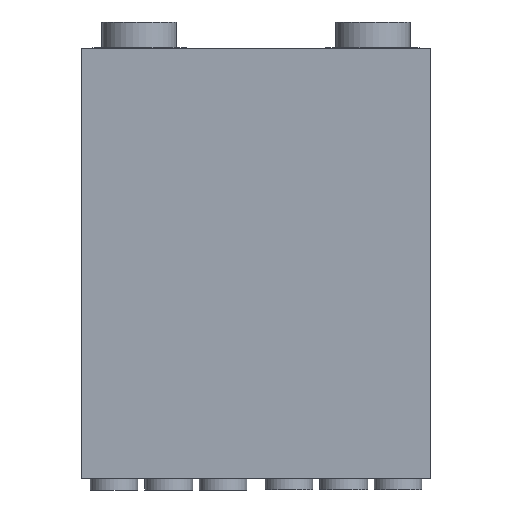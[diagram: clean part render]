
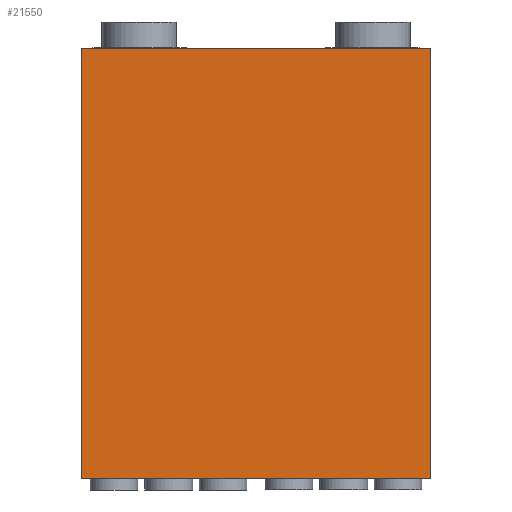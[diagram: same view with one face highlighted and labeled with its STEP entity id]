
A CAD part, front view. The second image highlights one B-rep face of the part: STEP entity #21550.
In plain terms, the highlighted planar face has unit normal (0, -1, 0).
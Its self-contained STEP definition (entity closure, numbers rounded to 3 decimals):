
#10370=CARTESIAN_POINT('',(-298.,0.,-1.5
));
#10380=VERTEX_POINT('',#10370);
#10410=CARTESIAN_POINT('',(0.,0.,
-1.5));
#10420=DIRECTION('',(1.,0.,0.));
#10430=VECTOR('',#10420,1.);
#10440=LINE('',#10410,#10430);
#10450=CARTESIAN_POINT('',(298.,0.,-1.5));
#10460=VERTEX_POINT('',#10450);
#10470=EDGE_CURVE('',#10380,#10460,#10440,.T.);
#11760=CARTESIAN_POINT('',(298.,0.,-1.5));
#11770=DIRECTION('',(0.,0.,1.));
#11780=VECTOR('',#11770,1.);
#11790=LINE('',#11760,#11780);
#11800=CARTESIAN_POINT('',(298.,0.,731.5));
#11810=VERTEX_POINT('',#11800);
#11820=EDGE_CURVE('',#10460,#11810,#11790,.T.);
#18510=CARTESIAN_POINT('',(298.,0.,731.5));
#18520=DIRECTION('',(-1.,0.,0.));
#18530=VECTOR('',#18520,1.);
#18540=LINE('',#18510,#18530);
#18550=CARTESIAN_POINT('',(-298.,0.,731.5));
#18560=VERTEX_POINT('',#18550);
#18570=EDGE_CURVE('',#11810,#18560,#18540,.T.);
#21390=CARTESIAN_POINT('',(-0.,-0.,730.));
#21400=DIRECTION('',(0.,1.,-0.));
#21410=DIRECTION('',(-1.,0.,0.));
#21420=AXIS2_PLACEMENT_3D('',#21390,#21400,#21410);
#21430=PLANE('',#21420);
#21440=CARTESIAN_POINT('',(-298.,0.,731.5));
#21450=DIRECTION('',(0.,0.,-1.));
#21460=VECTOR('',#21450,1.);
#21470=LINE('',#21440,#21460);
#21480=EDGE_CURVE('',#18560,#10380,#21470,.T.);
#21490=ORIENTED_EDGE('',*,*,#21480,.T.);
#21500=ORIENTED_EDGE('',*,*,#18570,.T.);
#21510=ORIENTED_EDGE('',*,*,#11820,.T.);
#21520=ORIENTED_EDGE('',*,*,#10470,.T.);
#21530=EDGE_LOOP('',(#21520,#21510,#21500,#21490));
#21540=FACE_OUTER_BOUND('',#21530,.T.);
#21550=ADVANCED_FACE('',(#21540),#21430,.F.);
